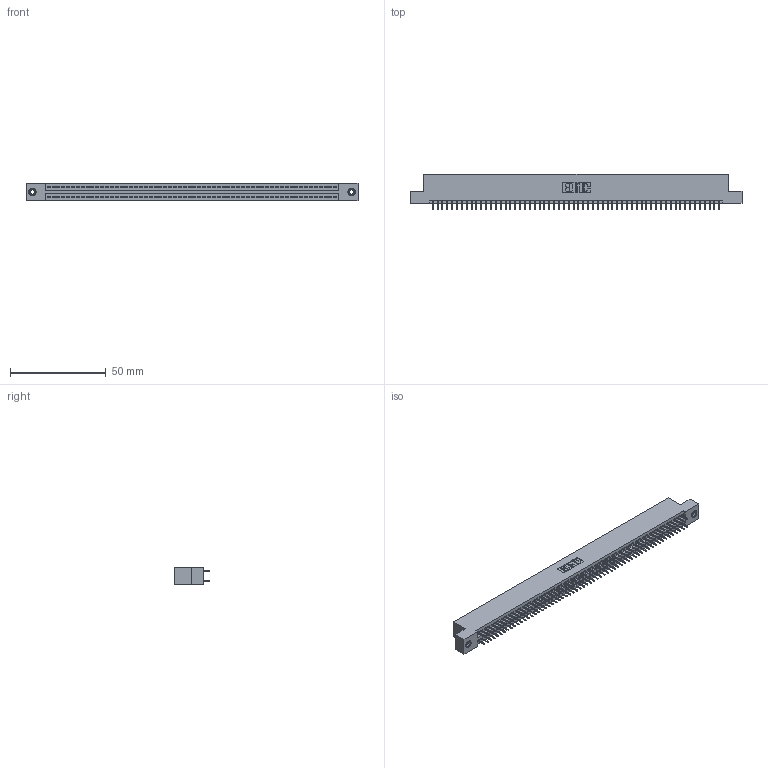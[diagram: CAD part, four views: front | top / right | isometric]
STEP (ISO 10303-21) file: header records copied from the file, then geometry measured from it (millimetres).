
FILE_DESCRIPTION (( 'STEP AP203' ), '1' );
FILE_NAME ('345-120-525-208.STEP', '2020-09-22T00:25:43', ( '' ), ( '' ), 'SwSTEP 2.0', 'SolidWorks 2020', '' );
FILE_SCHEMA (( 'CONFIG_CONTROL_DESIGN' ));
Length unit declared in the file: inch
Products named in the file (4): 345-250-001_345-250-003-102; 345 Part_Flush Mounting Lugs - 0.156 Dia-TI; 345-292-001_345-293-125; 345-120-525-208
Assembly tree (123 placements, depth 2):
  345-120-525-208
    345 Part_Flush Mounting Lugs - 0.156 Dia-TI
    345-292-001_345-293-125  x120
    345-250-001_345-250-003-102  x2
Bounding box: 173.61 x 18.72 x 9.4 mm (x, y, z)
Volume: 16827.6 mm3; surface area: 24640.9 mm2
Topology: 123 solids, 123 shells, 6666 faces, 18837 edges, 12070 vertices
Faces by surface type: plane 4792, cylinder 1858, cone 12, torus 4
Entity records: 45914 total; most frequent: CARTESIAN_POINT 7659, ORIENTED_EDGE 7586, DIRECTION 6759, EDGE_CURVE 3793, LINE 3405, VECTOR 3405, VERTEX_POINT 2520, AXIS2_PLACEMENT_3D 1677
